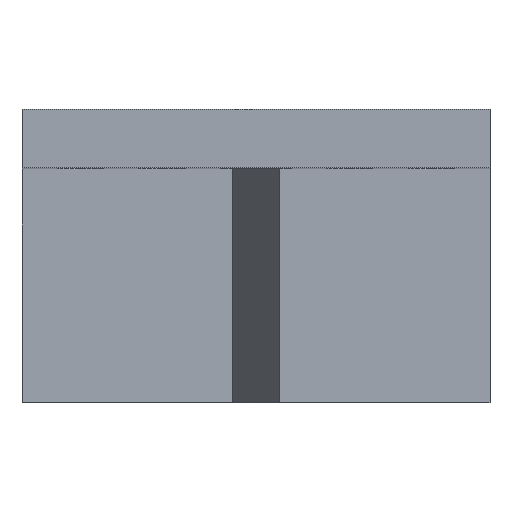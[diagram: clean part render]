
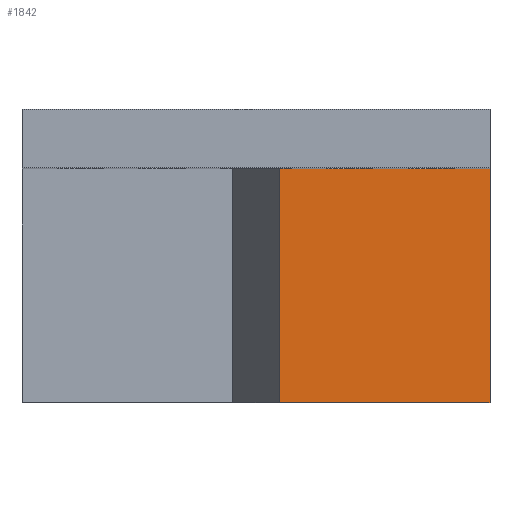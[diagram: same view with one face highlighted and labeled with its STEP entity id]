
A CAD part, top view. The second image highlights one B-rep face of the part: STEP entity #1842.
In plain terms, the highlighted planar face has unit normal (0, 0, 1).
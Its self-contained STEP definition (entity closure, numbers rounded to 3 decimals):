
#57 = VERTEX_POINT('',#58);
#58 = CARTESIAN_POINT('',(10.,-2.5,2.5));
#72 = PLANE('',#73);
#73 = AXIS2_PLACEMENT_3D('',#74,#75,#76);
#74 = CARTESIAN_POINT('',(10.,0.,0.));
#75 = DIRECTION('',(-1.,0.,0.));
#76 = DIRECTION('',(0.,0.,1.));
#293 = PLANE('',#294);
#294 = AXIS2_PLACEMENT_3D('',#295,#296,#297);
#295 = CARTESIAN_POINT('',(-10.,-2.5,0.));
#296 = DIRECTION('',(0.,1.,0.));
#297 = DIRECTION('',(1.,0.,0.));
#382 = VERTEX_POINT('',#383);
#383 = CARTESIAN_POINT('',(10.,-12.5,2.5));
#397 = PLANE('',#398);
#398 = AXIS2_PLACEMENT_3D('',#399,#400,#401);
#399 = CARTESIAN_POINT('',(0.,-12.5,1.25));
#400 = DIRECTION('',(0.,1.,0.));
#401 = DIRECTION('',(0.,0.,1.));
#409 = EDGE_CURVE('',#57,#382,#410,.T.);
#410 = SURFACE_CURVE('',#411,(#415,#422),.PCURVE_S1.);
#411 = LINE('',#412,#413);
#412 = CARTESIAN_POINT('',(10.,0.,2.5));
#413 = VECTOR('',#414,1.);
#414 = DIRECTION('',(0.,-1.,0.));
#415 = PCURVE('',#72,#416);
#416 = DEFINITIONAL_REPRESENTATION('',(#417),#421);
#417 = LINE('',#418,#419);
#418 = CARTESIAN_POINT('',(2.5,0.));
#419 = VECTOR('',#420,1.);
#420 = DIRECTION('',(0.,-1.));
#421 = ( GEOMETRIC_REPRESENTATION_CONTEXT(2) 
PARAMETRIC_REPRESENTATION_CONTEXT() REPRESENTATION_CONTEXT('2D SPACE',''
  ) );
#422 = PCURVE('',#423,#428);
#423 = PLANE('',#424);
#424 = AXIS2_PLACEMENT_3D('',#425,#426,#427);
#425 = CARTESIAN_POINT('',(10.,0.,2.5));
#426 = DIRECTION('',(0.,0.,-1.));
#427 = DIRECTION('',(-1.,0.,0.));
#428 = DEFINITIONAL_REPRESENTATION('',(#429),#433);
#429 = LINE('',#430,#431);
#430 = CARTESIAN_POINT('',(0.,0.));
#431 = VECTOR('',#432,1.);
#432 = DIRECTION('',(0.,-1.));
#433 = ( GEOMETRIC_REPRESENTATION_CONTEXT(2) 
PARAMETRIC_REPRESENTATION_CONTEXT() REPRESENTATION_CONTEXT('2D SPACE',''
  ) );
#1186 = EDGE_CURVE('',#57,#1187,#1189,.T.);
#1187 = VERTEX_POINT('',#1188);
#1188 = CARTESIAN_POINT('',(1.,-2.5,2.5));
#1189 = SURFACE_CURVE('',#1190,(#1194,#1200),.PCURVE_S1.);
#1190 = LINE('',#1191,#1192);
#1191 = CARTESIAN_POINT('',(0.,-2.5,2.5));
#1192 = VECTOR('',#1193,1.);
#1193 = DIRECTION('',(-1.,0.,0.));
#1194 = PCURVE('',#293,#1195);
#1195 = DEFINITIONAL_REPRESENTATION('',(#1196),#1199);
#1196 = B_SPLINE_CURVE_WITH_KNOTS('',1,(#1197,#1198),.UNSPECIFIED.,.F.,
  .F.,(2,2),(-10.,10.),.PIECEWISE_BEZIER_KNOTS.);
#1197 = CARTESIAN_POINT('',(20.,-2.5));
#1198 = CARTESIAN_POINT('',(0.,-2.5));
#1199 = ( GEOMETRIC_REPRESENTATION_CONTEXT(2) 
PARAMETRIC_REPRESENTATION_CONTEXT() REPRESENTATION_CONTEXT('2D SPACE',''
  ) );
#1200 = PCURVE('',#423,#1201);
#1201 = DEFINITIONAL_REPRESENTATION('',(#1202),#1205);
#1202 = B_SPLINE_CURVE_WITH_KNOTS('',1,(#1203,#1204),.UNSPECIFIED.,.F.,
  .F.,(2,2),(-10.,10.),.PIECEWISE_BEZIER_KNOTS.);
#1203 = CARTESIAN_POINT('',(0.,-2.5));
#1204 = CARTESIAN_POINT('',(20.,-2.5));
#1205 = ( GEOMETRIC_REPRESENTATION_CONTEXT(2) 
PARAMETRIC_REPRESENTATION_CONTEXT() REPRESENTATION_CONTEXT('2D SPACE',''
  ) );
#1223 = PLANE('',#1224);
#1224 = AXIS2_PLACEMENT_3D('',#1225,#1226,#1227);
#1225 = CARTESIAN_POINT('',(1.,-5.664,9.414));
#1226 = DIRECTION('',(1.,0.,0.));
#1227 = DIRECTION('',(0.,0.,1.));
#1842 = ADVANCED_FACE('',(#1843),#423,.F.);
#1843 = FACE_BOUND('',#1844,.F.);
#1844 = EDGE_LOOP('',(#1845,#1846,#1847,#1870));
#1845 = ORIENTED_EDGE('',*,*,#1186,.F.);
#1846 = ORIENTED_EDGE('',*,*,#409,.T.);
#1847 = ORIENTED_EDGE('',*,*,#1848,.T.);
#1848 = EDGE_CURVE('',#382,#1849,#1851,.T.);
#1849 = VERTEX_POINT('',#1850);
#1850 = CARTESIAN_POINT('',(1.,-12.5,2.5));
#1851 = SURFACE_CURVE('',#1852,(#1856,#1863),.PCURVE_S1.);
#1852 = LINE('',#1853,#1854);
#1853 = CARTESIAN_POINT('',(10.,-12.5,2.5));
#1854 = VECTOR('',#1855,1.);
#1855 = DIRECTION('',(-1.,0.,0.));
#1856 = PCURVE('',#423,#1857);
#1857 = DEFINITIONAL_REPRESENTATION('',(#1858),#1862);
#1858 = LINE('',#1859,#1860);
#1859 = CARTESIAN_POINT('',(0.,-12.5));
#1860 = VECTOR('',#1861,1.);
#1861 = DIRECTION('',(1.,0.));
#1862 = ( GEOMETRIC_REPRESENTATION_CONTEXT(2) 
PARAMETRIC_REPRESENTATION_CONTEXT() REPRESENTATION_CONTEXT('2D SPACE',''
  ) );
#1863 = PCURVE('',#397,#1864);
#1864 = DEFINITIONAL_REPRESENTATION('',(#1865),#1869);
#1865 = LINE('',#1866,#1867);
#1866 = CARTESIAN_POINT('',(1.25,10.));
#1867 = VECTOR('',#1868,1.);
#1868 = DIRECTION('',(0.,-1.));
#1869 = ( GEOMETRIC_REPRESENTATION_CONTEXT(2) 
PARAMETRIC_REPRESENTATION_CONTEXT() REPRESENTATION_CONTEXT('2D SPACE',''
  ) );
#1870 = ORIENTED_EDGE('',*,*,#1871,.F.);
#1871 = EDGE_CURVE('',#1187,#1849,#1872,.T.);
#1872 = SURFACE_CURVE('',#1873,(#1877,#1884),.PCURVE_S1.);
#1873 = LINE('',#1874,#1875);
#1874 = CARTESIAN_POINT('',(1.,-2.5,2.5));
#1875 = VECTOR('',#1876,1.);
#1876 = DIRECTION('',(0.,-1.,0.));
#1877 = PCURVE('',#423,#1878);
#1878 = DEFINITIONAL_REPRESENTATION('',(#1879),#1883);
#1879 = LINE('',#1880,#1881);
#1880 = CARTESIAN_POINT('',(9.,-2.5));
#1881 = VECTOR('',#1882,1.);
#1882 = DIRECTION('',(0.,-1.));
#1883 = ( GEOMETRIC_REPRESENTATION_CONTEXT(2) 
PARAMETRIC_REPRESENTATION_CONTEXT() REPRESENTATION_CONTEXT('2D SPACE',''
  ) );
#1884 = PCURVE('',#1223,#1885);
#1885 = DEFINITIONAL_REPRESENTATION('',(#1886),#1890);
#1886 = LINE('',#1887,#1888);
#1887 = CARTESIAN_POINT('',(-6.914,-3.164));
#1888 = VECTOR('',#1889,1.);
#1889 = DIRECTION('',(0.,1.));
#1890 = ( GEOMETRIC_REPRESENTATION_CONTEXT(2) 
PARAMETRIC_REPRESENTATION_CONTEXT() REPRESENTATION_CONTEXT('2D SPACE',''
  ) );
